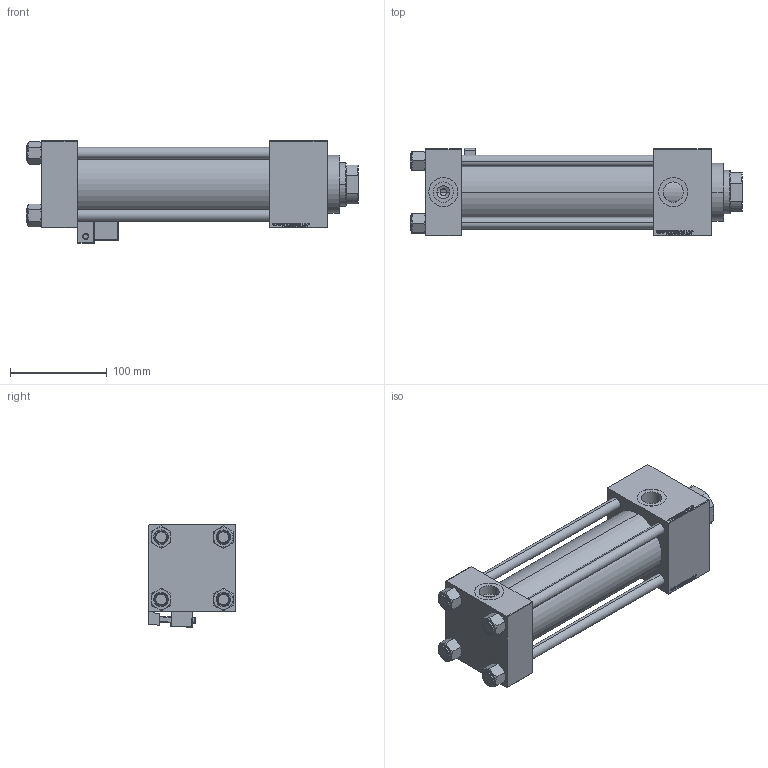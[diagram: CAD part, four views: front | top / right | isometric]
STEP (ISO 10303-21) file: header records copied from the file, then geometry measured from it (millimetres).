
FILE_DESCRIPTION (( 'STEP AP203' ), '1' );
FILE_NAME ('eda3.STEP', '2025-02-12T10:12:33', ( '' ), ( '' ), 'SwSTEP 2.0', 'SolidWorks 2019', '' );
FILE_SCHEMA (( 'CONFIG_CONTROL_DESIGN' ));
Length unit declared in the file: millimetre
Products named in the file (7): V215CR_C_Body ee18e8c28bcde07c5731bddcc2907694; V215_VC_A ee18e8c28bcde07c5731bddcc2907694; V215CR_MSU ee18e8c28bcde07c5731bddcc2907694; V215CR_VCP_C ee18e8c28bcde07c5731bddcc2907694; NUT_M5_C ee18e8c28bcde07c5731bddcc2907694; V215CR_C_TYCINKA ee18e8c28bcde07c5731bddcc2907694; eda3
Assembly tree (12 placements, depth 2):
  eda3
    V215CR_C_Body ee18e8c28bcde07c5731bddcc2907694
    V215CR_VCP_C ee18e8c28bcde07c5731bddcc2907694
    NUT_M5_C ee18e8c28bcde07c5731bddcc2907694  x4
    V215CR_C_TYCINKA ee18e8c28bcde07c5731bddcc2907694  x4
    V215_VC_A ee18e8c28bcde07c5731bddcc2907694
    V215CR_MSU ee18e8c28bcde07c5731bddcc2907694
Bounding box: 343 x 90.53 x 105.78 mm (x, y, z)
Volume: 1391618.6 mm3; surface area: 295024.7 mm2
Topology: 12 solids, 12 shells, 1222 faces, 3050 edges, 1959 vertices
Faces by surface type: plane 554, bspline 392, cone 136, cylinder 114, torus 14, sphere 12
Entity records: 52321 total; most frequent: CARTESIAN_POINT 27451, ORIENTED_EDGE 5568, DIRECTION 3676, EDGE_CURVE 2784, VERTEX_POINT 1815, LINE 1688, VECTOR 1688, EDGE_LOOP 1233
